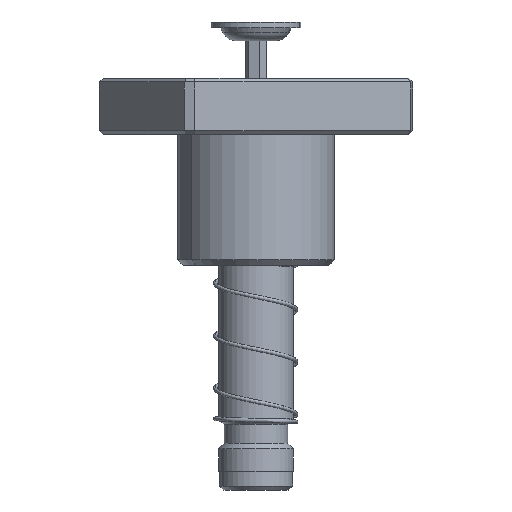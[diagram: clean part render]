
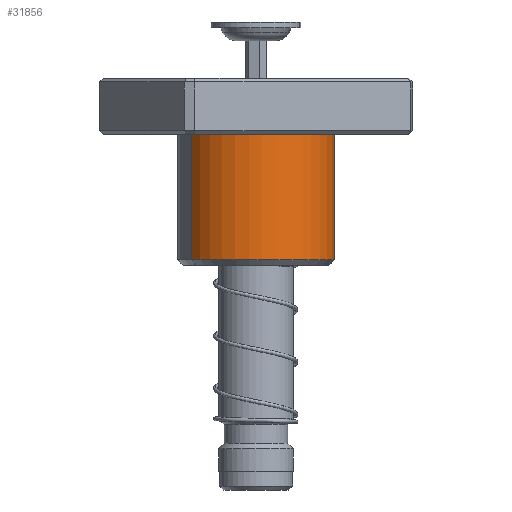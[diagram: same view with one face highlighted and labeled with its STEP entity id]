
A CAD part, front view. The second image highlights one B-rep face of the part: STEP entity #31856.
In plain terms, the highlighted cylindrical face has radius 21 mm (diameter 42 mm), a partial arc.
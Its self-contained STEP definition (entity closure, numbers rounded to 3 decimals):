
#496 = CARTESIAN_POINT ( 'NONE',  ( 0., -21., 15. ) ) ;
#2729 = LINE ( 'NONE', #33173, #31756 ) ;
#3521 = EDGE_CURVE ( 'NONE', #12222, #19563, #12487, .T. ) ;
#3523 = AXIS2_PLACEMENT_3D ( 'NONE', #15414, #12247, #35104 ) ;
#4553 = EDGE_CURVE ( 'NONE', #19563, #26287, #35359, .T. ) ;
#5850 = CARTESIAN_POINT ( 'NONE',  ( 0., 0., 48.5 ) ) ;
#5886 = CYLINDRICAL_SURFACE ( 'NONE', #23165, 21. ) ;
#6498 = DIRECTION ( 'NONE',  ( -1., 0., 0. ) ) ;
#6573 = ORIENTED_EDGE ( 'NONE', *, *, #4553, .T. ) ;
#7623 = AXIS2_PLACEMENT_3D ( 'NONE', #5850, #25259, #34101 ) ;
#8911 = ORIENTED_EDGE ( 'NONE', *, *, #14811, .T. ) ;
#9011 = EDGE_CURVE ( 'NONE', #15797, #25699, #2729, .T. ) ;
#10529 = DIRECTION ( 'NONE',  ( 0., 0., 1. ) ) ;
#10708 = FACE_OUTER_BOUND ( 'NONE', #24877, .T. ) ;
#12222 = VERTEX_POINT ( 'NONE', #24051 ) ;
#12247 = DIRECTION ( 'NONE',  ( 0., 0., 1. ) ) ;
#12487 = LINE ( 'NONE', #29889, #26148 ) ;
#14811 = EDGE_CURVE ( 'NONE', #26287, #25699, #33395, .T. ) ;
#15414 = CARTESIAN_POINT ( 'NONE',  ( 0., 0., 15. ) ) ;
#15446 = DIRECTION ( 'NONE',  ( 0., 0., -1. ) ) ;
#15716 = CARTESIAN_POINT ( 'NONE',  ( -21., 0., 15. ) ) ;
#15797 = VERTEX_POINT ( 'NONE', #21924 ) ;
#16998 = ORIENTED_EDGE ( 'NONE', *, *, #3521, .T. ) ;
#19563 = VERTEX_POINT ( 'NONE', #15716 ) ;
#20234 = DIRECTION ( 'NONE',  ( 0., 0., -1. ) ) ;
#20470 = EDGE_CURVE ( 'NONE', #15797, #12222, #20887, .T. ) ;
#20887 = CIRCLE ( 'NONE', #7623, 21. ) ;
#20895 = CARTESIAN_POINT ( 'NONE',  ( 21., 0., 15. ) ) ;
#21917 = DIRECTION ( 'NONE',  ( 1., 0., 0. ) ) ;
#21924 = CARTESIAN_POINT ( 'NONE',  ( 21., 0., 48.5 ) ) ;
#23165 = AXIS2_PLACEMENT_3D ( 'NONE', #26260, #20234, #6498 ) ;
#24051 = CARTESIAN_POINT ( 'NONE',  ( -21., 0., 48.5 ) ) ;
#24877 = EDGE_LOOP ( 'NONE', ( #30589, #26024, #16998, #6573, #8911 ) ) ;
#25259 = DIRECTION ( 'NONE',  ( 0., 0., -1. ) ) ;
#25699 = VERTEX_POINT ( 'NONE', #20895 ) ;
#26024 = ORIENTED_EDGE ( 'NONE', *, *, #20470, .T. ) ;
#26148 = VECTOR ( 'NONE', #15446, 1000. ) ;
#26260 = CARTESIAN_POINT ( 'NONE',  ( 0., 0., 50. ) ) ;
#26287 = VERTEX_POINT ( 'NONE', #496 ) ;
#27421 = AXIS2_PLACEMENT_3D ( 'NONE', #33286, #10529, #21917 ) ;
#29889 = CARTESIAN_POINT ( 'NONE',  ( -21., 0., 50. ) ) ;
#30589 = ORIENTED_EDGE ( 'NONE', *, *, #9011, .F. ) ;
#31756 = VECTOR ( 'NONE', #33052, 1000. ) ;
#31856 = ADVANCED_FACE ( 'NONE', ( #10708 ), #5886, .T. ) ;
#33052 = DIRECTION ( 'NONE',  ( 0., 0., -1. ) ) ;
#33173 = CARTESIAN_POINT ( 'NONE',  ( 21., 0., 50. ) ) ;
#33286 = CARTESIAN_POINT ( 'NONE',  ( 0., 0., 15. ) ) ;
#33395 = CIRCLE ( 'NONE', #3523, 21. ) ;
#34101 = DIRECTION ( 'NONE',  ( 1., 0., 0. ) ) ;
#35104 = DIRECTION ( 'NONE',  ( 1., 0., 0. ) ) ;
#35359 = CIRCLE ( 'NONE', #27421, 21. ) ;
